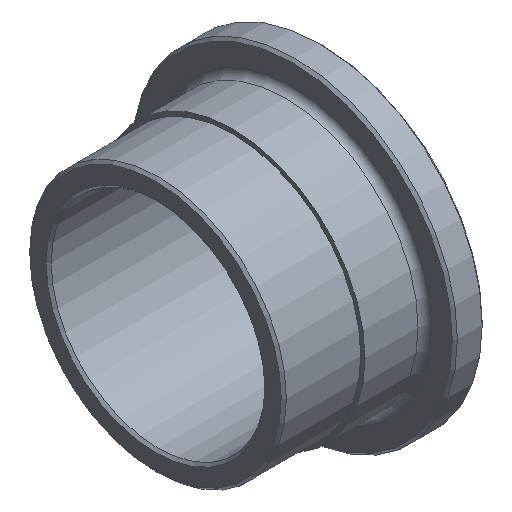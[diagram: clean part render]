
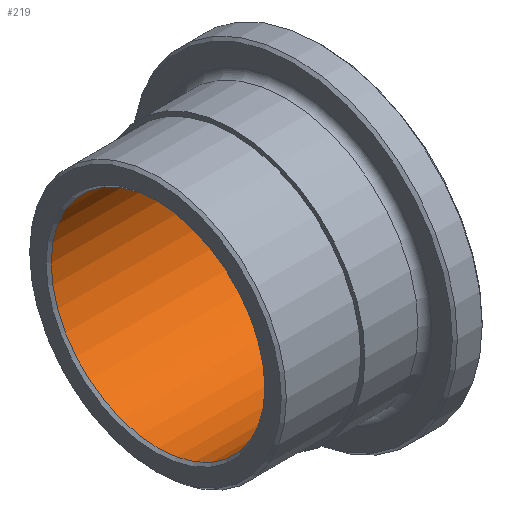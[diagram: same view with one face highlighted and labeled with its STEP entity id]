
A CAD part, isometric view. The second image highlights one B-rep face of the part: STEP entity #219.
In plain terms, the highlighted cylindrical face has radius 12.5 mm (diameter 25 mm), a full revolution.
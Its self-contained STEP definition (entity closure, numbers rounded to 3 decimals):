
#22=LINE('',#396,#31);
#31=VECTOR('',#323,12.5);
#39=CYLINDRICAL_SURFACE('',#263,12.5);
#55=FACE_OUTER_BOUND('',#71,.T.);
#71=EDGE_LOOP('',(#172,#173,#174,#175,#176,#177));
#89=CIRCLE('',#259,12.5);
#90=CIRCLE('',#260,12.5);
#92=CIRCLE('',#264,12.5);
#93=CIRCLE('',#265,12.5);
#109=VERTEX_POINT('',#383);
#110=VERTEX_POINT('',#385);
#112=VERTEX_POINT('',#392);
#113=VERTEX_POINT('',#393);
#132=EDGE_CURVE('',#109,#110,#89,.T.);
#133=EDGE_CURVE('',#110,#109,#90,.T.);
#135=EDGE_CURVE('',#112,#113,#92,.T.);
#136=EDGE_CURVE('',#113,#112,#93,.T.);
#137=EDGE_CURVE('',#113,#110,#22,.T.);
#172=ORIENTED_EDGE('',*,*,#135,.F.);
#173=ORIENTED_EDGE('',*,*,#136,.F.);
#174=ORIENTED_EDGE('',*,*,#137,.T.);
#175=ORIENTED_EDGE('',*,*,#132,.F.);
#176=ORIENTED_EDGE('',*,*,#133,.F.);
#177=ORIENTED_EDGE('',*,*,#137,.F.);
#219=ADVANCED_FACE('',(#55),#39,.F.);
#259=AXIS2_PLACEMENT_3D('',#386,#309,#310);
#260=AXIS2_PLACEMENT_3D('',#387,#311,#312);
#263=AXIS2_PLACEMENT_3D('',#391,#317,#318);
#264=AXIS2_PLACEMENT_3D('',#394,#319,#320);
#265=AXIS2_PLACEMENT_3D('',#395,#321,#322);
#309=DIRECTION('center_axis',(1.,0.,0.));
#310=DIRECTION('ref_axis',(0.,-1.,0.));
#311=DIRECTION('center_axis',(1.,0.,0.));
#312=DIRECTION('ref_axis',(0.,-1.,0.));
#317=DIRECTION('center_axis',(1.,0.,0.));
#318=DIRECTION('ref_axis',(0.,1.,0.));
#319=DIRECTION('center_axis',(-1.,0.,0.));
#320=DIRECTION('ref_axis',(0.,-1.,0.));
#321=DIRECTION('center_axis',(-1.,0.,0.));
#322=DIRECTION('ref_axis',(0.,-1.,0.));
#323=DIRECTION('',(-1.,0.,0.));
#383=CARTESIAN_POINT('',(-19.2,12.5,0.));
#385=CARTESIAN_POINT('',(-19.2,-12.5,0.));
#386=CARTESIAN_POINT('Origin',(-19.2,0.,0.));
#387=CARTESIAN_POINT('Origin',(-19.2,0.,0.));
#391=CARTESIAN_POINT('Origin',(-9.75,0.,0.));
#392=CARTESIAN_POINT('',(-0.3,12.5,0.));
#393=CARTESIAN_POINT('',(-0.3,-12.5,0.));
#394=CARTESIAN_POINT('Origin',(-0.3,0.,0.));
#395=CARTESIAN_POINT('Origin',(-0.3,0.,0.));
#396=CARTESIAN_POINT('',(-9.75,-12.5,0.));
